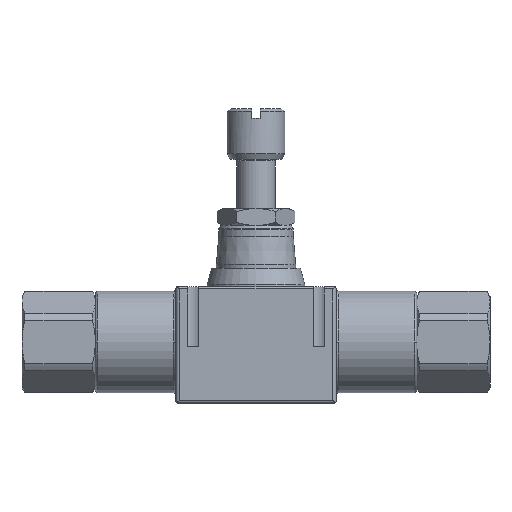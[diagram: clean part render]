
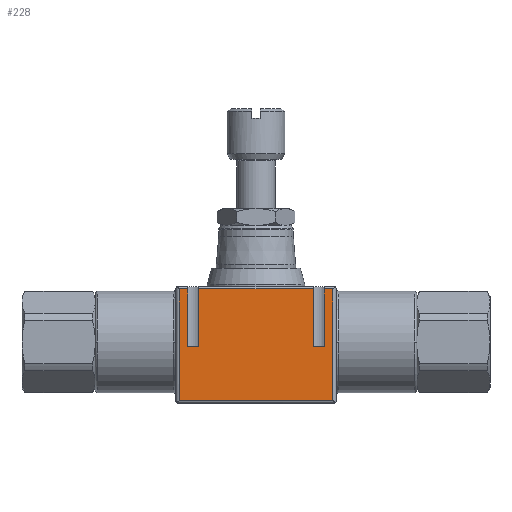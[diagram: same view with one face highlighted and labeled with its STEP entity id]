
A CAD part, top view. The second image highlights one B-rep face of the part: STEP entity #228.
In plain terms, the highlighted planar face has unit normal (0, 0, 1).
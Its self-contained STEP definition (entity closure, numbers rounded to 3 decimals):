
#228=ADVANCED_FACE('',(#611),#612,.T.);
#611=FACE_OUTER_BOUND('',#1003,.T.);
#612=PLANE('',#1004);
#1003=EDGE_LOOP('',(#2481,#2482,#2483,#2484,#2485,#2486,#2487,#2488,#2489,#2490,#2491,#2492));
#1004=AXIS2_PLACEMENT_3D('',#2493,#2494,#2495);
#2481=ORIENTED_EDGE('',*,*,#2730,.T.);
#2482=ORIENTED_EDGE('',*,*,#2763,.F.);
#2483=ORIENTED_EDGE('',*,*,#2783,.T.);
#2484=ORIENTED_EDGE('',*,*,#2781,.T.);
#2485=ORIENTED_EDGE('',*,*,#2777,.T.);
#2486=ORIENTED_EDGE('',*,*,#2786,.F.);
#2487=ORIENTED_EDGE('',*,*,#3020,.T.);
#2488=ORIENTED_EDGE('',*,*,#3021,.F.);
#2489=ORIENTED_EDGE('',*,*,#3014,.T.);
#2490=ORIENTED_EDGE('',*,*,#2759,.F.);
#2491=ORIENTED_EDGE('',*,*,#2738,.T.);
#2492=ORIENTED_EDGE('',*,*,#2736,.T.);
#2493=CARTESIAN_POINT('',(0.0,-0.575,11.815));
#2494=DIRECTION('',(0.0,0.0,1.0));
#2495=DIRECTION('',(1.0,0.0,0.0));
#2730=EDGE_CURVE('',#3372,#3373,#3374,.T.);
#2736=EDGE_CURVE('',#3381,#3372,#3382,.T.);
#2738=EDGE_CURVE('',#3384,#3381,#3385,.T.);
#2759=EDGE_CURVE('',#3384,#3417,#3418,.T.);
#2763=EDGE_CURVE('',#3422,#3373,#3424,.T.);
#2777=EDGE_CURVE('',#3445,#3446,#3447,.T.);
#2781=EDGE_CURVE('',#3451,#3445,#3452,.T.);
#2783=EDGE_CURVE('',#3422,#3451,#3454,.T.);
#2786=EDGE_CURVE('',#3457,#3446,#3459,.T.);
#3014=EDGE_CURVE('',#3792,#3417,#3793,.T.);
#3020=EDGE_CURVE('',#3457,#3799,#3801,.T.);
#3021=EDGE_CURVE('',#3792,#3799,#3802,.T.);
#3372=VERTEX_POINT('',#4380);
#3373=VERTEX_POINT('',#4381);
#3374=LINE('',#4382,#4383);
#3381=VERTEX_POINT('',#4392);
#3382=LINE('',#4393,#4394);
#3384=VERTEX_POINT('',#4397);
#3385=LINE('',#4398,#4399);
#3417=VERTEX_POINT('',#4446);
#3418=LINE('',#4447,#4448);
#3422=VERTEX_POINT('',#4465);
#3424=LINE('',#4467,#4468);
#3445=VERTEX_POINT('',#4509);
#3446=VERTEX_POINT('',#4510);
#3447=LINE('',#4511,#4512);
#3451=VERTEX_POINT('',#4517);
#3452=LINE('',#4518,#4519);
#3454=LINE('',#4522,#4523);
#3457=VERTEX_POINT('',#4526);
#3459=LINE('',#4541,#4542);
#3792=VERTEX_POINT('',#5703);
#3793=LINE('',#5704,#5705);
#3799=VERTEX_POINT('',#5763);
#3801=LINE('',#5778,#5779);
#3802=LINE('',#5780,#5781);
#4380=CARTESIAN_POINT('',(11.888,-1.0,11.815));
#4381=CARTESIAN_POINT('',(11.888,11.0,11.815));
#4382=CARTESIAN_POINT('',(11.888,5.538,11.815));
#4383=VECTOR('',#6180,1.0);
#4392=CARTESIAN_POINT('',(14.112,-1.0,11.815));
#4393=CARTESIAN_POINT('',(6.5,-1.0,11.815));
#4394=VECTOR('',#6192,1.0);
#4397=CARTESIAN_POINT('',(14.112,11.0,11.815));
#4398=CARTESIAN_POINT('',(14.112,5.538,11.815));
#4399=VECTOR('',#6194,1.0);
#4446=CARTESIAN_POINT('',(15.905,11.0,11.815));
#4447=CARTESIAN_POINT('',(0.,11.0,11.815));
#4448=VECTOR('',#6225,1.0);
#4465=CARTESIAN_POINT('',(-11.888,11.0,11.815));
#4467=CARTESIAN_POINT('',(0.,11.0,11.815));
#4468=VECTOR('',#6232,1.0);
#4509=CARTESIAN_POINT('',(-14.112,-1.0,11.815));
#4510=CARTESIAN_POINT('',(-14.112,11.0,11.815));
#4511=CARTESIAN_POINT('',(-14.112,5.538,11.815));
#4512=VECTOR('',#6255,1.0);
#4517=CARTESIAN_POINT('',(-11.888,-1.0,11.815));
#4518=CARTESIAN_POINT('',(-6.5,-1.0,11.815));
#4519=VECTOR('',#6263,1.0);
#4522=CARTESIAN_POINT('',(-11.888,5.538,11.815));
#4523=VECTOR('',#6265,1.0);
#4526=CARTESIAN_POINT('',(-15.905,11.0,11.815));
#4541=CARTESIAN_POINT('',(0.,11.0,11.815));
#4542=VECTOR('',#6269,1.0);
#5703=CARTESIAN_POINT('',(15.905,-12.15,11.815));
#5704=CARTESIAN_POINT('',(15.905,-0.575,11.815));
#5705=VECTOR('',#6631,1.0);
#5763=CARTESIAN_POINT('',(-15.905,-12.15,11.815));
#5778=CARTESIAN_POINT('',(-15.905,-0.575,11.815));
#5779=VECTOR('',#6632,1.0);
#5780=CARTESIAN_POINT('',(0.,-12.15,11.815));
#5781=VECTOR('',#6633,1.0);
#6180=DIRECTION('',(0.0,1.0,0.0));
#6192=DIRECTION('',(-1.0,0.0,0.0));
#6194=DIRECTION('',(-0.0,-1.0,0.0));
#6225=DIRECTION('',(1.0,0.0,0.));
#6232=DIRECTION('',(1.0,0.0,0.));
#6255=DIRECTION('',(0.0,1.0,0.0));
#6263=DIRECTION('',(-1.0,0.0,0.0));
#6265=DIRECTION('',(-0.0,-1.0,0.0));
#6269=DIRECTION('',(1.0,0.0,0.));
#6631=DIRECTION('',(0.0,1.0,0.));
#6632=DIRECTION('',(0.,-1.0,0.));
#6633=DIRECTION('',(-1.0,0.,0.));
